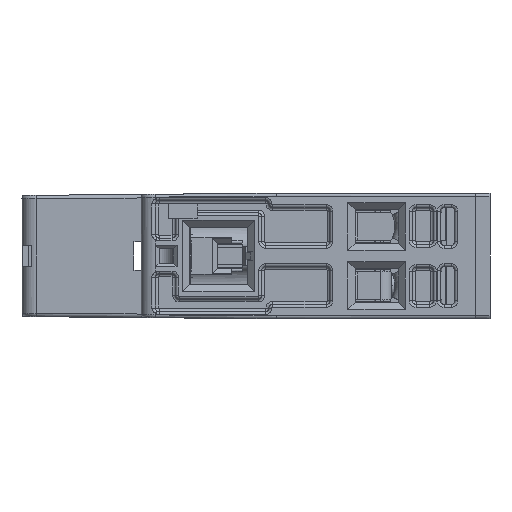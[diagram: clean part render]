
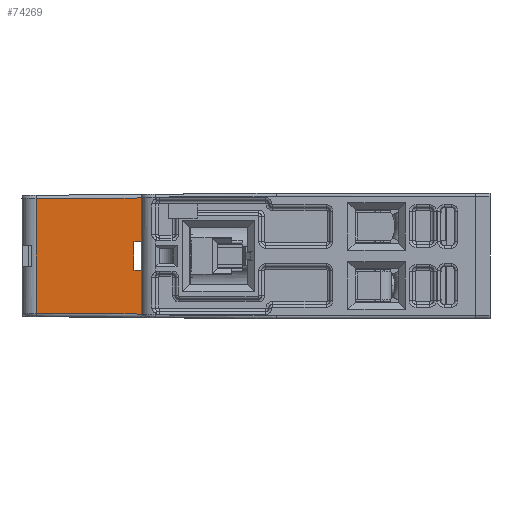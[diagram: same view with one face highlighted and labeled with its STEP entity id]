
A CAD part, left-side view. The second image highlights one B-rep face of the part: STEP entity #74269.
In plain terms, the highlighted planar face has unit normal (-1, 0.009, 0).
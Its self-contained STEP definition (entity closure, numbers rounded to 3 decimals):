
#58199=DIRECTION('',(0.,0.,1.));
#58200=VECTOR('',#58199,4.);
#58201=CARTESIAN_POINT('',(-22.441,-15.1,-2.));
#58202=LINE('',#58201,#58200);
#58383=DIRECTION('',(-0.009,-1.,0.));
#58384=VECTOR('',#58383,1.);
#58385=CARTESIAN_POINT('',(-22.441,-15.1,-2.));
#58386=LINE('',#58385,#58384);
#58387=DIRECTION('',(0.,0.,-1.));
#58388=VECTOR('',#58387,6.086);
#58389=CARTESIAN_POINT('',(-22.45,-16.1,-2.));
#58390=LINE('',#58389,#58388);
#58391=DIRECTION('',(0.009,1.,0.009));
#58392=VECTOR('',#58391,14.623);
#58393=CARTESIAN_POINT('',(-22.45,-16.1,-8.086));
#58394=LINE('',#58393,#58392);
#58395=DIRECTION('',(-0.009,-1.,0.009));
#58396=VECTOR('',#58395,14.623);
#58397=CARTESIAN_POINT('',(-22.322,-1.478,
7.958));
#58398=LINE('',#58397,#58396);
#58399=DIRECTION('',(0.,0.,-1.));
#58400=VECTOR('',#58399,6.086);
#58401=CARTESIAN_POINT('',(-22.45,-16.1,8.086));
#58402=LINE('',#58401,#58400);
#58437=DIRECTION('',(0.,0.,-1.));
#58438=VECTOR('',#58437,15.917);
#58439=CARTESIAN_POINT('',(-22.322,-1.478,
7.958));
#58440=LINE('',#58439,#58438);
#67328=DIRECTION('',(-0.009,-1.,0.));
#67329=VECTOR('',#67328,1.);
#67330=CARTESIAN_POINT('',(-22.441,-15.1,2.));
#67331=LINE('',#67330,#67329);
#68373=CARTESIAN_POINT('',(-22.322,-1.478,
-7.958));
#68374=VERTEX_POINT('',#68373);
#68375=CARTESIAN_POINT('',(-22.45,-16.1,-8.086));
#68376=VERTEX_POINT('',#68375);
#68949=CARTESIAN_POINT('',(-22.441,-15.1,-2.));
#68950=VERTEX_POINT('',#68949);
#68951=CARTESIAN_POINT('',(-22.441,-15.1,2.));
#68952=VERTEX_POINT('',#68951);
#68955=CARTESIAN_POINT('',(-22.45,-16.1,-2.));
#68956=VERTEX_POINT('',#68955);
#69022=CARTESIAN_POINT('',(-22.45,-16.1,8.086));
#69023=CARTESIAN_POINT('',(-22.45,-16.1,2.));
#69024=VERTEX_POINT('',#69022);
#69025=VERTEX_POINT('',#69023);
#69051=CARTESIAN_POINT('',(-22.322,-1.478,
7.958));
#69052=VERTEX_POINT('',#69051);
#74251=CARTESIAN_POINT('',(-22.45,-16.1,-8.858));
#74252=DIRECTION('',(-1.,0.009,0.));
#74253=DIRECTION('',(0.,0.,1.));
#74254=AXIS2_PLACEMENT_3D('',#74251,#74252,#74253);
#74255=PLANE('',#74254);
#74256=ORIENTED_EDGE('',*,*,#74016,.F.);
#74257=ORIENTED_EDGE('',*,*,#74039,.T.);
#74258=ORIENTED_EDGE('',*,*,#74199,.T.);
#74259=ORIENTED_EDGE('',*,*,#71667,.T.);
#74261=ORIENTED_EDGE('',*,*,#74260,.F.);
#74263=ORIENTED_EDGE('',*,*,#74262,.T.);
#74264=ORIENTED_EDGE('',*,*,#74189,.T.);
#74266=ORIENTED_EDGE('',*,*,#74265,.F.);
#74267=EDGE_LOOP('',(#74256,#74257,#74258,#74259,#74261,#74263,#74264,#74266));
#74268=FACE_OUTER_BOUND('',#74267,.F.);
#71667=EDGE_CURVE('',#68376,#68374,#58394,.T.);
#74016=EDGE_CURVE('',#68950,#68952,#58202,.T.);
#74039=EDGE_CURVE('',#68950,#68956,#58386,.T.);
#74189=EDGE_CURVE('',#69024,#69025,#58402,.T.);
#74199=EDGE_CURVE('',#68956,#68376,#58390,.T.);
#74260=EDGE_CURVE('',#69052,#68374,#58440,.T.);
#74262=EDGE_CURVE('',#69052,#69024,#58398,.T.);
#74265=EDGE_CURVE('',#68952,#69025,#67331,.T.);
#74269=ADVANCED_FACE('',(#74268),#74255,.T.);
